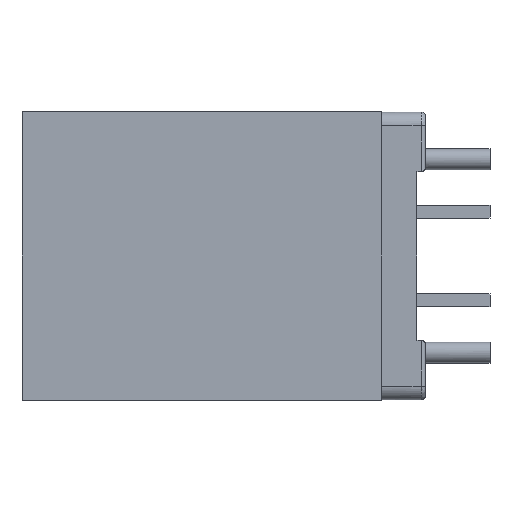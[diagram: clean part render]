
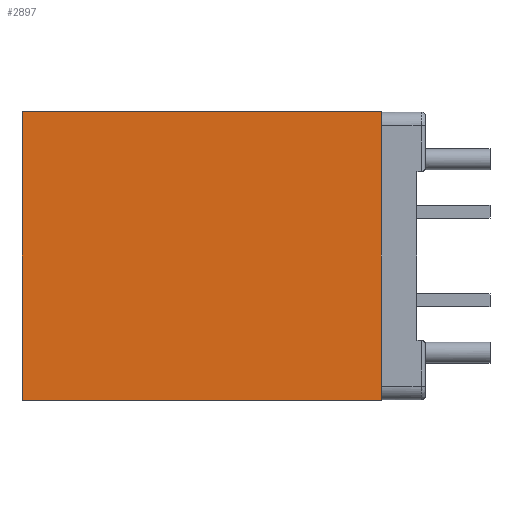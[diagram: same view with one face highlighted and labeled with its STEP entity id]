
A CAD part, left-side view. The second image highlights one B-rep face of the part: STEP entity #2897.
In plain terms, the highlighted planar face has unit normal (-1, 0, 0).
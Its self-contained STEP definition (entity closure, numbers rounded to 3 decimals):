
#857 = CARTESIAN_POINT ( 'NONE',  ( -13.715, 0., -8.485 ) ) ;
#1590 = ORIENTED_EDGE ( 'NONE', *, *, #6461, .T. ) ;
#1747 = CARTESIAN_POINT ( 'NONE',  ( -13.715, 14.1, 8.485 ) ) ;
#1824 = CARTESIAN_POINT ( 'NONE',  ( -13.715, 0., 8.485 ) ) ;
#1859 = DIRECTION ( 'NONE',  ( 0., 0., 1. ) ) ;
#2156 = CARTESIAN_POINT ( 'NONE',  ( -13.715, 21.15, -8.485 ) ) ;
#2345 = ORIENTED_EDGE ( 'NONE', *, *, #8784, .F. ) ;
#2888 = LINE ( 'NONE', #5997, #5979 ) ;
#2897 = ADVANCED_FACE ( 'NONE', ( #4975 ), #9511, .F. ) ;
#3096 = CARTESIAN_POINT ( 'NONE',  ( -13.715, 0., 8.485 ) ) ;
#3192 = CARTESIAN_POINT ( 'NONE',  ( -13.715, 21.15, -8.485 ) ) ;
#3891 = VECTOR ( 'NONE', #4997, 1000. ) ;
#3994 = DIRECTION ( 'NONE',  ( 0., 0., -1. ) ) ;
#4032 = DIRECTION ( 'NONE',  ( 1., 0., 0. ) ) ;
#4202 = CARTESIAN_POINT ( 'NONE',  ( -13.715, 21.15, 8.485 ) ) ;
#4340 = VERTEX_POINT ( 'NONE', #857 ) ;
#4734 = CARTESIAN_POINT ( 'NONE',  ( -13.715, 0., 8.485 ) ) ;
#4975 = FACE_OUTER_BOUND ( 'NONE', #11066, .T. ) ;
#4997 = DIRECTION ( 'NONE',  ( 0., 0., 1. ) ) ;
#5577 = VERTEX_POINT ( 'NONE', #4202 ) ;
#5835 = ORIENTED_EDGE ( 'NONE', *, *, #11226, .F. ) ;
#5979 = VECTOR ( 'NONE', #6831, 1000. ) ;
#5997 = CARTESIAN_POINT ( 'NONE',  ( -13.715, 21.15, -8.485 ) ) ;
#6420 = VERTEX_POINT ( 'NONE', #4734 ) ;
#6453 = CARTESIAN_POINT ( 'NONE',  ( -13.715, 7.05, 8.485 ) ) ;
#6461 = EDGE_CURVE ( 'NONE', #7484, #4340, #2888, .T. ) ;
#6692 = ORIENTED_EDGE ( 'NONE', *, *, #10867, .T. ) ;
#6831 = DIRECTION ( 'NONE',  ( 0., -1., 0. ) ) ;
#6841 = B_SPLINE_CURVE_WITH_KNOTS ( 'NONE', 3,
 ( #7328, #1747, #6453, #1824 ),
 .UNSPECIFIED., .F., .F.,
 ( 4, 4 ),
 ( 0., 1. ),
 .UNSPECIFIED. ) ;
#7328 = CARTESIAN_POINT ( 'NONE',  ( -13.715, 21.15, 8.485 ) ) ;
#7484 = VERTEX_POINT ( 'NONE', #10883 ) ;
#7665 = LINE ( 'NONE', #3096, #3891 ) ;
#8648 = VECTOR ( 'NONE', #1859, 1000. ) ;
#8784 = EDGE_CURVE ( 'NONE', #5577, #6420, #6841, .T. ) ;
#9511 = PLANE ( 'NONE',  #11672 ) ;
#10867 = EDGE_CURVE ( 'NONE', #4340, #6420, #7665, .T. ) ;
#10883 = CARTESIAN_POINT ( 'NONE',  ( -13.715, 21.15, -8.485 ) ) ;
#11066 = EDGE_LOOP ( 'NONE', ( #2345, #5835, #1590, #6692 ) ) ;
#11226 = EDGE_CURVE ( 'NONE', #7484, #5577, #11247, .T. ) ;
#11247 = LINE ( 'NONE', #2156, #8648 ) ;
#11672 = AXIS2_PLACEMENT_3D ( 'NONE', #3192, #4032, #3994 ) ;
